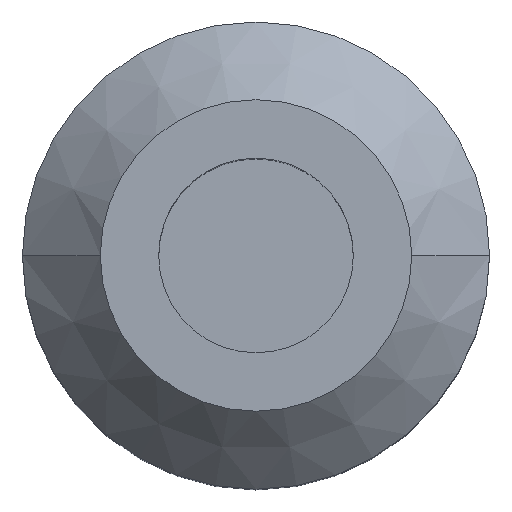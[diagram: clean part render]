
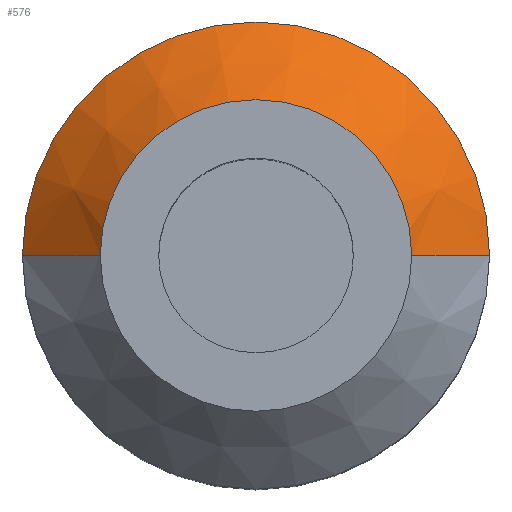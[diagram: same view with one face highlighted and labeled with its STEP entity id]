
A CAD part, top view. The second image highlights one B-rep face of the part: STEP entity #576.
In plain terms, the highlighted conical face has half-angle 45 degrees and reference radius 30 mm.
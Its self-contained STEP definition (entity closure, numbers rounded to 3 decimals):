
#71 = VECTOR ( 'NONE', #2421, 1000. ) ;
#233 = CARTESIAN_POINT ( 'NONE',  ( -30., 0., 100. ) ) ;
#472 = CIRCLE ( 'NONE', #1796, 30. ) ;
#503 = VERTEX_POINT ( 'NONE', #2688 ) ;
#576 = ADVANCED_FACE ( 'NONE', ( #2549 ), #733, .T. ) ;
#583 = ORIENTED_EDGE ( 'NONE', *, *, #2328, .F. ) ;
#617 = EDGE_CURVE ( 'NONE', #503, #1820, #1474, .T. ) ;
#733 = CONICAL_SURFACE ( 'NONE', #2884, 30., 0.785 ) ;
#991 = CARTESIAN_POINT ( 'NONE',  ( 0., 0., 100. ) ) ;
#1027 = CARTESIAN_POINT ( 'NONE',  ( 0., 0., 100. ) ) ;
#1063 = CARTESIAN_POINT ( 'NONE',  ( 30., 0., 100. ) ) ;
#1195 = CARTESIAN_POINT ( 'NONE',  ( -30., 0., 100. ) ) ;
#1258 = VECTOR ( 'NONE', #1466, 1000. ) ;
#1270 = DIRECTION ( 'NONE',  ( 0., 0., 1. ) ) ;
#1303 = ORIENTED_EDGE ( 'NONE', *, *, #617, .F. ) ;
#1415 = CARTESIAN_POINT ( 'NONE',  ( 30., 0., 100. ) ) ;
#1466 = DIRECTION ( 'NONE',  ( -0.707, 0., -0.707 ) ) ;
#1474 = CIRCLE ( 'NONE', #1504, 20. ) ;
#1504 = AXIS2_PLACEMENT_3D ( 'NONE', #2953, #1743, #2728 ) ;
#1529 = DIRECTION ( 'NONE',  ( 1., 0., 0. ) ) ;
#1572 = ORIENTED_EDGE ( 'NONE', *, *, #2238, .T. ) ;
#1743 = DIRECTION ( 'NONE',  ( 0., 0., 1. ) ) ;
#1796 = AXIS2_PLACEMENT_3D ( 'NONE', #1027, #1270, #1529 ) ;
#1810 = LINE ( 'NONE', #1415, #71 ) ;
#1820 = VERTEX_POINT ( 'NONE', #2437 ) ;
#1859 = VERTEX_POINT ( 'NONE', #233 ) ;
#2039 = EDGE_CURVE ( 'NONE', #2924, #1859, #472, .T. ) ;
#2238 = EDGE_CURVE ( 'NONE', #503, #2924, #1810, .T. ) ;
#2305 = ORIENTED_EDGE ( 'NONE', *, *, #2039, .T. ) ;
#2328 = EDGE_CURVE ( 'NONE', #1820, #1859, #2359, .T. ) ;
#2359 = LINE ( 'NONE', #1195, #1258 ) ;
#2421 = DIRECTION ( 'NONE',  ( 0.707, 0., -0.707 ) ) ;
#2437 = CARTESIAN_POINT ( 'NONE',  ( -20., 0., 110. ) ) ;
#2457 = DIRECTION ( 'NONE',  ( -1., 0., 0. ) ) ;
#2549 = FACE_OUTER_BOUND ( 'NONE', #2561, .T. ) ;
#2561 = EDGE_LOOP ( 'NONE', ( #1303, #1572, #2305, #583 ) ) ;
#2688 = CARTESIAN_POINT ( 'NONE',  ( 20., 0., 110. ) ) ;
#2728 = DIRECTION ( 'NONE',  ( 1., 0., 0. ) ) ;
#2884 = AXIS2_PLACEMENT_3D ( 'NONE', #991, #2946, #2457 ) ;
#2924 = VERTEX_POINT ( 'NONE', #1063 ) ;
#2946 = DIRECTION ( 'NONE',  ( 0., 0., -1. ) ) ;
#2953 = CARTESIAN_POINT ( 'NONE',  ( 0., 0., 110. ) ) ;
